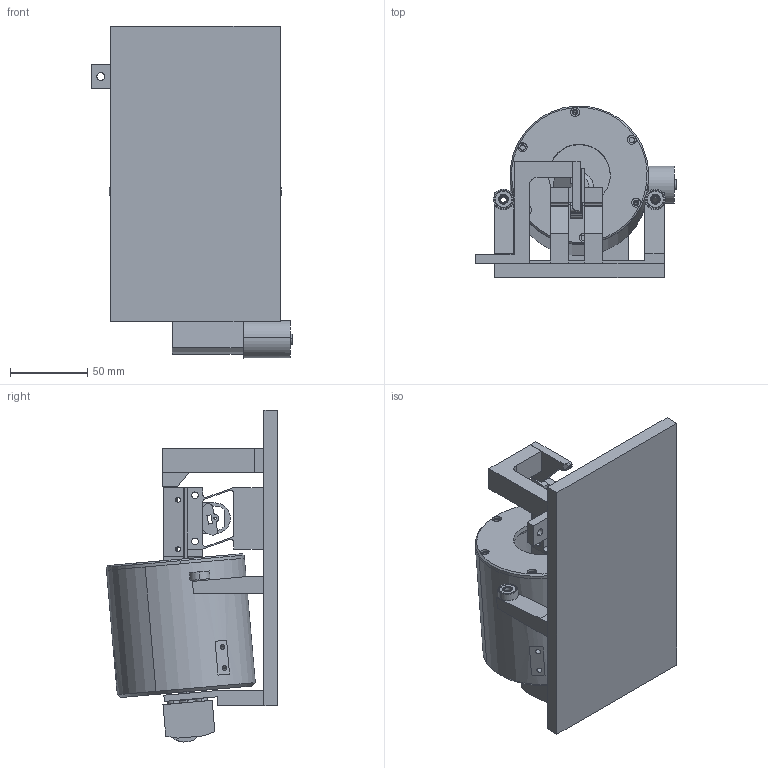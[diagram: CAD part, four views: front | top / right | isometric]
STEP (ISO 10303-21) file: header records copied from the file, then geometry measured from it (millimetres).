
FILE_DESCRIPTION (( 'STEP AP214' ), '1' );
FILE_NAME ('HPDF-00G-A01-00 20181125.STEP', '2018-11-25T14:53:23', ( '' ), ( '' ), 'SwSTEP 2.0', 'SolidWorks 2014', '' );
FILE_SCHEMA (( 'AUTOMOTIVE_DESIGN' ));
Length unit declared in the file: millimetre
Products named in the file (21): HPDF-30G-P01-00; HPDF-10G-A01-01; HPDF-30G-P06-00; HPDF-10G-P01-01; HPDF-00G-A01-00 20181125; GW370 12V 25RPM; HPDF-10G-P02-00; HPDF-30G-A01-00; HPDF-20G-A01-00; HPDF-40G-P02-00; DIN 0125-1A M4; HPDF-40G-P01-00; HPDF-30G-P03-00; HPDF-20G-P01-01; 624 bearing; HPDF-30G-P02-00; HPDF-20G-P04-00; HPDF-30G-P04-00; HPDF-10G-P03-00; HPDF-30G-P05-00; HPDF-20G-P03-00
Assembly tree (24 placements, depth 3):
  HPDF-00G-A01-00 20181125
    HPDF-10G-A01-01
      HPDF-10G-P02-00
      HPDF-10G-P01-01
      HPDF-10G-P03-00
      DIN 0125-1A M4  x2
      624 bearing  x2
      GW370 12V 25RPM
    HPDF-20G-A01-00
      HPDF-20G-P01-01
      HPDF-20G-P03-00
      HPDF-20G-P04-00  x3
    HPDF-30G-A01-00
      HPDF-30G-P01-00
      HPDF-30G-P02-00
      HPDF-30G-P03-00
      HPDF-30G-P04-00
      HPDF-30G-P05-00
    HPDF-30G-P06-00
    HPDF-40G-P01-00
    HPDF-40G-P02-00
Bounding box: 130.38 x 111.26 x 215.38 mm (x, y, z)
Volume: 515645.9 mm3; surface area: 185919.2 mm2
Topology: 22 solids, 22 shells, 654 faces, 1629 edges, 1054 vertices
Faces by surface type: plane 318, cylinder 263, cone 64, torus 7, bspline 2
Entity records: 18329 total; most frequent: CARTESIAN_POINT 3187, DIRECTION 3073, ORIENTED_EDGE 2802, EDGE_CURVE 1401, AXIS2_PLACEMENT_3D 1128, VERTEX_POINT 918, VECTOR 817, LINE 817
